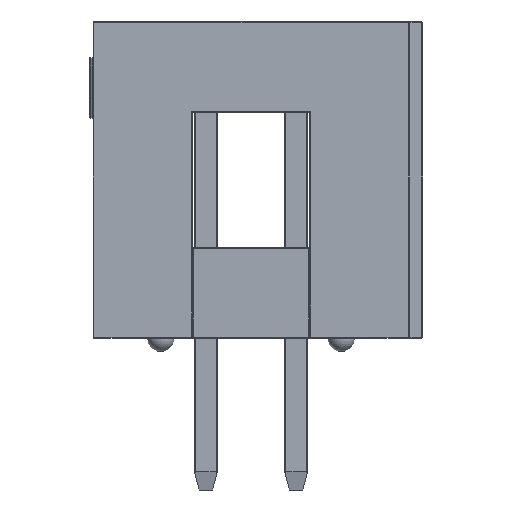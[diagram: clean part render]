
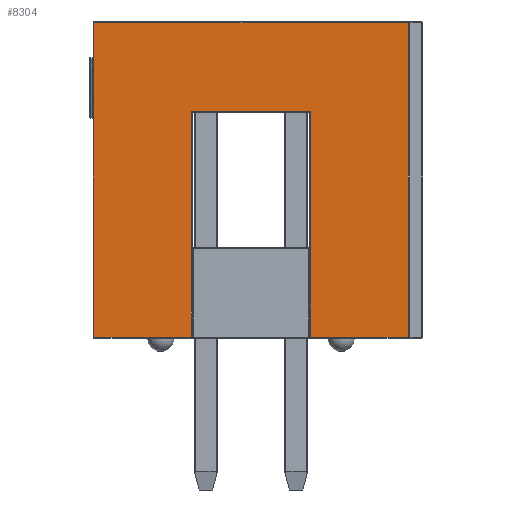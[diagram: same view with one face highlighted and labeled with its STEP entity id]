
A CAD part, left-side view. The second image highlights one B-rep face of the part: STEP entity #8304.
In plain terms, the highlighted planar face has unit normal (-1, 0, 0).
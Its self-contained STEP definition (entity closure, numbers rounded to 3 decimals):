
#614=CIRCLE('',#8957,0.051);
#756=PLANE('',#9119);
#1172=FACE_OUTER_BOUND('',#1685,.T.);
#1685=EDGE_LOOP('',(#6676,#6677,#6678,#6679,#6680,#6681,#6682,#6683,#6684));
#2067=LINE('',#12466,#2852);
#2084=LINE('',#12682,#2869);
#2088=LINE('',#12706,#2873);
#2119=LINE('',#12858,#2904);
#2121=LINE('',#12861,#2906);
#2126=LINE('',#12869,#2911);
#2129=LINE('',#12873,#2914);
#2181=LINE('',#12951,#2966);
#2852=VECTOR('',#9978,10.);
#2869=VECTOR('',#10127,10.);
#2873=VECTOR('',#10155,10.);
#2904=VECTOR('',#10336,10.);
#2906=VECTOR('',#10340,10.);
#2911=VECTOR('',#10351,10.);
#2914=VECTOR('',#10356,10.);
#2966=VECTOR('',#10460,10.);
#3721=VERTEX_POINT('',#12126);
#3758=VERTEX_POINT('',#12333);
#3777=VERTEX_POINT('',#12465);
#3822=VERTEX_POINT('',#12675);
#3831=VERTEX_POINT('',#12700);
#3832=VERTEX_POINT('',#12702);
#3857=VERTEX_POINT('',#12774);
#3858=VERTEX_POINT('',#12778);
#3871=VERTEX_POINT('',#12822);
#4602=EDGE_CURVE('',#3721,#3777,#2067,.T.);
#4667=EDGE_CURVE('',#3822,#3758,#2084,.T.);
#4677=EDGE_CURVE('',#3831,#3832,#614,.T.);
#4679=EDGE_CURVE('',#3777,#3831,#2088,.T.);
#4756=EDGE_CURVE('',#3858,#3871,#2119,.T.);
#4758=EDGE_CURVE('',#3871,#3857,#2121,.T.);
#4763=EDGE_CURVE('',#3832,#3858,#2126,.T.);
#4766=EDGE_CURVE('',#3857,#3822,#2129,.T.);
#4818=EDGE_CURVE('',#3758,#3721,#2181,.T.);
#6676=ORIENTED_EDGE('',*,*,#4756,.F.);
#6677=ORIENTED_EDGE('',*,*,#4763,.F.);
#6678=ORIENTED_EDGE('',*,*,#4677,.F.);
#6679=ORIENTED_EDGE('',*,*,#4679,.F.);
#6680=ORIENTED_EDGE('',*,*,#4602,.F.);
#6681=ORIENTED_EDGE('',*,*,#4818,.F.);
#6682=ORIENTED_EDGE('',*,*,#4667,.F.);
#6683=ORIENTED_EDGE('',*,*,#4766,.F.);
#6684=ORIENTED_EDGE('',*,*,#4758,.F.);
#8304=ADVANCED_FACE('',(#1172),#756,.T.);
#8957=AXIS2_PLACEMENT_3D('',#12703,#10149,#10150);
#9119=AXIS2_PLACEMENT_3D('',#13253,#10717,#10718);
#9978=DIRECTION('',(0.,0.,1.));
#10127=DIRECTION('',(0.,0.,-1.));
#10149=DIRECTION('center_axis',(-1.,0.,0.));
#10150=DIRECTION('ref_axis',(0.,0.707,0.707));
#10155=DIRECTION('',(0.,1.,0.));
#10336=DIRECTION('',(0.,1.,0.));
#10340=DIRECTION('',(0.,0.,1.));
#10351=DIRECTION('',(0.,0.,-1.));
#10356=DIRECTION('',(0.,-1.,0.));
#10460=DIRECTION('',(0.,1.,0.));
#10717=DIRECTION('center_axis',(-1.,0.,0.));
#10718=DIRECTION('ref_axis',(0.,-1.,0.));
#12126=CARTESIAN_POINT('',(-17.145,-1.676,0.025));
#12333=CARTESIAN_POINT('',(-17.145,-4.42,0.025));
#12465=CARTESIAN_POINT('',(-17.145,-1.676,6.375));
#12466=CARTESIAN_POINT('',(-17.145,-1.676,3.175));
#12675=CARTESIAN_POINT('',(-17.145,-4.42,8.865));
#12682=CARTESIAN_POINT('',(-17.145,-4.42,0.));
#12700=CARTESIAN_POINT('',(-17.145,1.626,6.375));
#12702=CARTESIAN_POINT('',(-17.145,1.676,6.325));
#12703=CARTESIAN_POINT('Origin',(-17.145,1.626,6.325));
#12706=CARTESIAN_POINT('',(-17.145,3.048,6.375));
#12774=CARTESIAN_POINT('',(-17.145,4.42,8.865));
#12778=CARTESIAN_POINT('',(-17.145,1.676,0.025));
#12822=CARTESIAN_POINT('',(-17.145,4.42,0.025));
#12858=CARTESIAN_POINT('',(-17.145,2.223,0.025));
#12861=CARTESIAN_POINT('',(-17.145,4.42,0.));
#12869=CARTESIAN_POINT('',(-17.145,1.676,0.));
#12873=CARTESIAN_POINT('',(-17.145,2.223,8.865));
#12951=CARTESIAN_POINT('',(-17.145,2.223,0.025));
#13253=CARTESIAN_POINT('Origin',(-17.145,4.445,0.));
